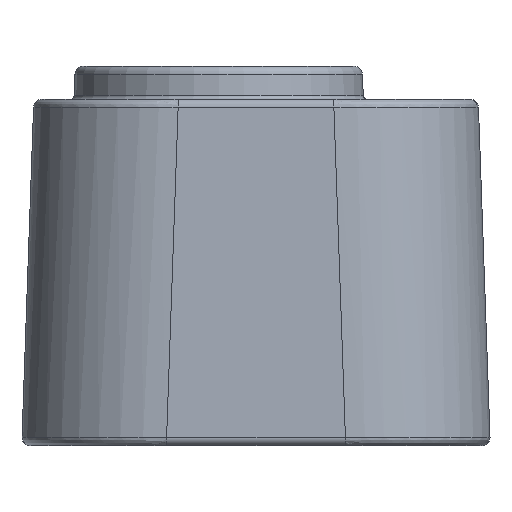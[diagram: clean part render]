
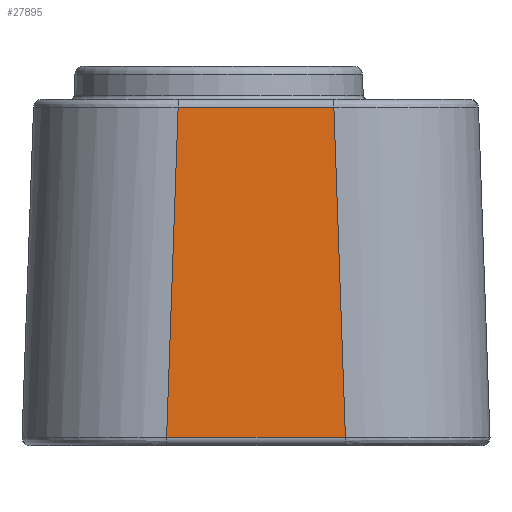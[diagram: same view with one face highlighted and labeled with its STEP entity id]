
A CAD part, front view. The second image highlights one B-rep face of the part: STEP entity #27895.
In plain terms, the highlighted planar face has unit normal (0, -0.999, 0.035).
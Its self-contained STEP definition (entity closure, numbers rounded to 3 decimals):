
#4196=FACE_OUTER_BOUND('',#5840,.T.);
#5840=EDGE_LOOP('',(#24147,#24148,#24149,#24150));
#8393=LINE('',#52739,#10893);
#8398=LINE('',#52820,#10898);
#8401=LINE('',#52858,#10901);
#8402=LINE('',#52860,#10902);
#10893=VECTOR('',#37404,10.);
#10898=VECTOR('',#37431,10.);
#10901=VECTOR('',#37442,10.);
#10902=VECTOR('',#37445,10.);
#13273=VERTEX_POINT('',#52731);
#13275=VERTEX_POINT('',#52737);
#13279=VERTEX_POINT('',#52814);
#13280=VERTEX_POINT('',#52818);
#16949=EDGE_CURVE('',#13275,#13273,#8393,.T.);
#16961=EDGE_CURVE('',#13279,#13280,#8398,.T.);
#16966=EDGE_CURVE('',#13280,#13275,#8401,.T.);
#16967=EDGE_CURVE('',#13273,#13279,#8402,.T.);
#24147=ORIENTED_EDGE('',*,*,#16949,.F.);
#24148=ORIENTED_EDGE('',*,*,#16966,.F.);
#24149=ORIENTED_EDGE('',*,*,#16961,.F.);
#24150=ORIENTED_EDGE('',*,*,#16967,.F.);
#26624=PLANE('',#30406);
#27895=ADVANCED_FACE('',(#4196),#26624,.T.);
#30406=AXIS2_PLACEMENT_3D('',#52859,#37443,#37444);
#37404=DIRECTION('',(-1.,0.,0.));
#37431=DIRECTION('',(1.,0.,0.));
#37442=DIRECTION('',(0.035,-0.035,-0.999));
#37443=DIRECTION('center_axis',(0.,-0.999,
0.035));
#37444=DIRECTION('ref_axis',(0.,-0.035,-0.999));
#37445=DIRECTION('',(0.035,0.035,0.999));
#52731=CARTESIAN_POINT('',(-3.24,-52.734,-21.02));
#52737=CARTESIAN_POINT('',(7.884,-52.734,-21.02));
#52739=CARTESIAN_POINT('',(-4.965,-52.734,-21.02));
#52814=CARTESIAN_POINT('',(-2.522,-52.017,-0.483));
#52818=CARTESIAN_POINT('',(7.167,-52.017,-0.483));
#52820=CARTESIAN_POINT('',(9.233,-52.017,-0.483));
#52858=CARTESIAN_POINT('',(7.684,-52.534,-15.297));
#52859=CARTESIAN_POINT('Origin',(2.322,-52.376,-10.762));
#52860=CARTESIAN_POINT('',(-2.664,-52.159,-4.541));
